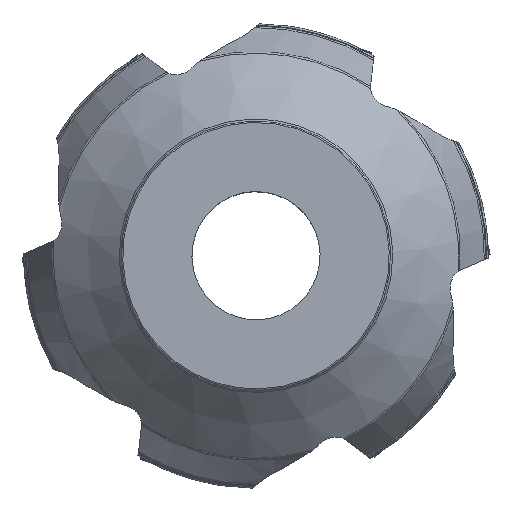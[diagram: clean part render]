
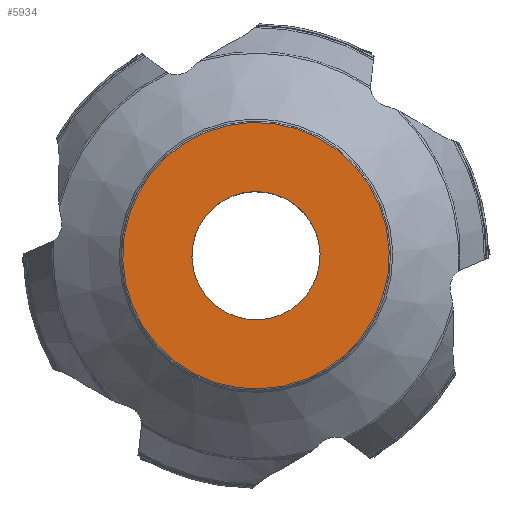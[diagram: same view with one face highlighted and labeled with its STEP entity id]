
A CAD part, top view. The second image highlights one B-rep face of the part: STEP entity #5934.
In plain terms, the highlighted planar face has unit normal (0, 0, 1).
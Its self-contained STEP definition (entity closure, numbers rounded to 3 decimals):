
#1245=FACE_BOUND('',#11707,.T.);
#1246=FACE_BOUND('',#11708,.T.);
#5934=ADVANCED_FACE('CU_BACK_F001',(#1245,#1246),#6507,.F.);
#6507=PLANE('',#47178);
#11707=EDGE_LOOP('',(#27887));
#11708=EDGE_LOOP('',(#27888));
#13855=CIRCLE('',#43465,19.056);
#15466=CIRCLE('',#47176,39.6);
#27887=ORIENTED_EDGE('',*,*,#33546,.F.);
#27888=ORIENTED_EDGE('',*,*,#38402,.T.);
#29224=VERTEX_POINT('',#66533);
#32067=VERTEX_POINT('',#95757);
#33546=EDGE_CURVE('',#29224,#29224,#13855,.T.);
#38402=EDGE_CURVE('',#32067,#32067,#15466,.T.);
#43465=AXIS2_PLACEMENT_3D('',#66532,#49479,#49480);
#47176=AXIS2_PLACEMENT_3D('',#95756,#58457,#58458);
#47178=AXIS2_PLACEMENT_3D('',#95759,#58461,#58462);
#49479=DIRECTION('',(0.,0.,1.));
#49480=DIRECTION('',(0.978,0.208,0.));
#58457=DIRECTION('',(0.,0.,1.));
#58458=DIRECTION('',(0.978,0.208,0.));
#58461=DIRECTION('',(0.,0.,-1.));
#58462=DIRECTION('',(-0.978,-0.208,0.));
#66532=CARTESIAN_POINT('',(0.,0.,
0.));
#66533=CARTESIAN_POINT('',(18.64,3.962,0.));
#95756=CARTESIAN_POINT('',(0.,0.,
0.));
#95757=CARTESIAN_POINT('',(38.735,8.233,0.));
#95759=CARTESIAN_POINT('',(-39.5,0.,0.));
